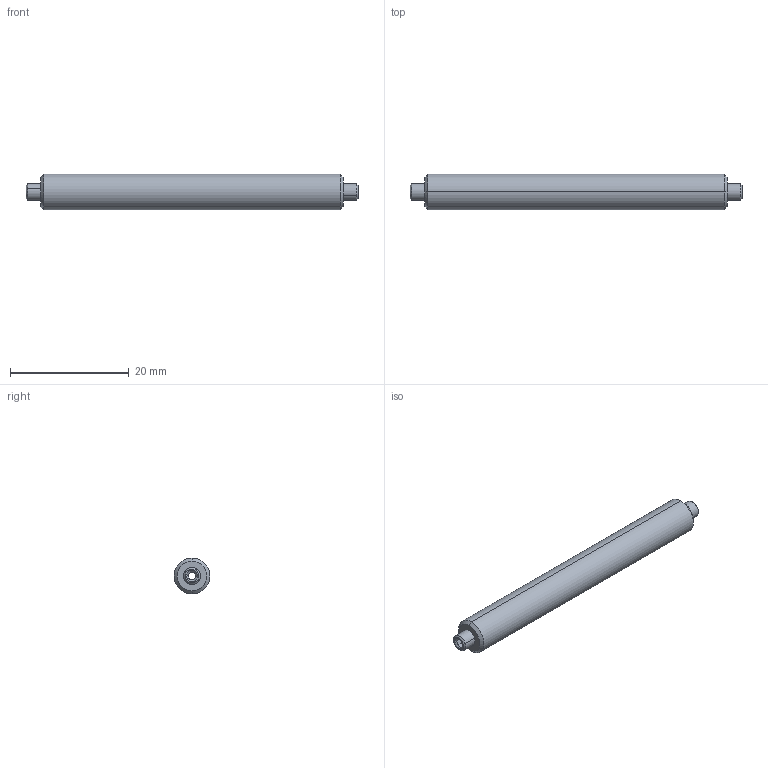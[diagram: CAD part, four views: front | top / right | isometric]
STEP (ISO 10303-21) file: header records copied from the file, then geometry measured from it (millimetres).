
FILE_DESCRIPTION (( 'STEP AP214' ), '1' );
FILE_NAME ('23CSR-2.STEP', '2019-01-23T01:26:19', ( '' ), ( '' ), 'SwSTEP 2.0', 'SolidWorks 2016', '' );
FILE_SCHEMA (( 'AUTOMOTIVE_DESIGN' ));
Length unit declared in the file: millimetre
Products named in the file (1): 23CSR-2
Bounding box: 55.8 x 6 x 6 mm (x, y, z)
Surface area: 1116.5 mm2 (no closed solid volume)
Topology: 0 solids, 3 shells, 42 faces, 98 edges, 60 vertices
Faces by surface type: plane 28, cone 8, cylinder 6
Entity records: 1649 total; most frequent: DIRECTION 208, CARTESIAN_POINT 201, ORIENTED_EDGE 176, EDGE_CURVE 98, VECTOR 74, LINE 74, AXIS2_PLACEMENT_3D 67, VERTEX_POINT 60
